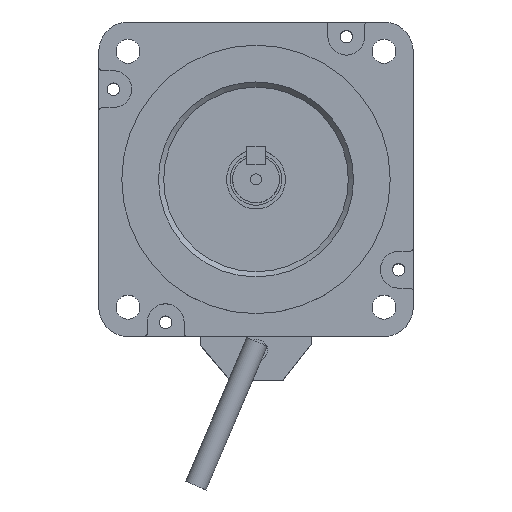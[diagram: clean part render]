
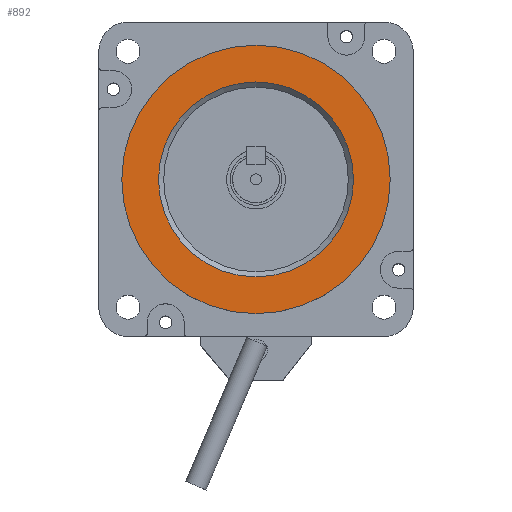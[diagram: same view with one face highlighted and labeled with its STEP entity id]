
A CAD part, top view. The second image highlights one B-rep face of the part: STEP entity #892.
In plain terms, the highlighted planar face has unit normal (0, 0, 1).
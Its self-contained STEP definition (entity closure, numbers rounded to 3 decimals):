
#159=FACE_BOUND('',#1520,.T.);
#160=FACE_BOUND('',#1521,.T.);
#640=CIRCLE('',#4859,26.5);
#641=CIRCLE('',#4860,36.5);
#892=ADVANCED_FACE('',(#159,#160),#1037,.T.);
#1037=PLANE('',#4861);
#1520=EDGE_LOOP('',(#2546));
#1521=EDGE_LOOP('',(#2547));
#2546=ORIENTED_EDGE('',*,*,#3665,.T.);
#2547=ORIENTED_EDGE('',*,*,#3666,.F.);
#3105=VERTEX_POINT('',#7345);
#3106=VERTEX_POINT('',#7347);
#3665=EDGE_CURVE('',#3105,#3105,#640,.T.);
#3666=EDGE_CURVE('',#3106,#3106,#641,.T.);
#4859=AXIS2_PLACEMENT_3D('',#7344,#6040,#6041);
#4860=AXIS2_PLACEMENT_3D('',#7346,#6042,#6043);
#4861=AXIS2_PLACEMENT_3D('',#7348,#6044,#6045);
#6040=DIRECTION('',(0.,0.,-1.));
#6041=DIRECTION('',(1.,0.,0.));
#6042=DIRECTION('',(0.,0.,-1.));
#6043=DIRECTION('',(1.,0.,0.));
#6044=DIRECTION('',(0.,0.,1.));
#6045=DIRECTION('',(1.,0.,0.));
#7344=CARTESIAN_POINT('',(0.,0.,1.5));
#7345=CARTESIAN_POINT('',(26.5,0.,1.5));
#7346=CARTESIAN_POINT('',(0.,0.,1.5));
#7347=CARTESIAN_POINT('',(36.5,0.,1.5));
#7348=CARTESIAN_POINT('',(0.,0.,1.5));
